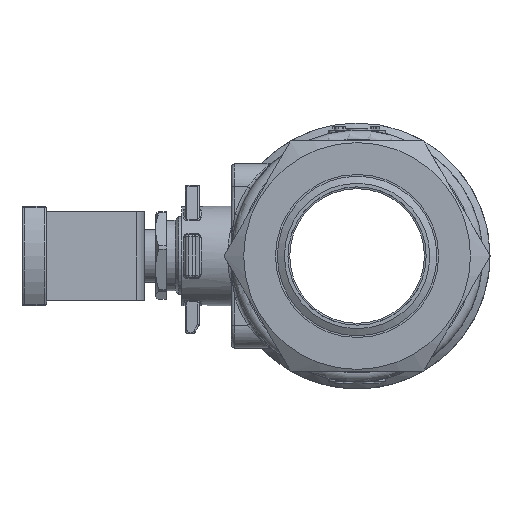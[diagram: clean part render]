
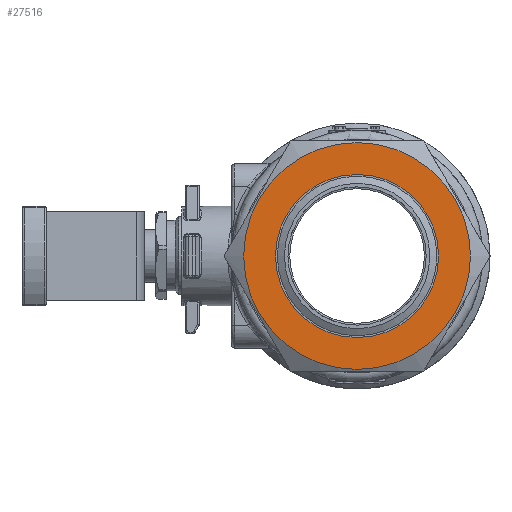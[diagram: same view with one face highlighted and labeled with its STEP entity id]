
A CAD part, left-side view. The second image highlights one B-rep face of the part: STEP entity #27516.
In plain terms, the highlighted planar face has unit normal (-1, 0, 0).
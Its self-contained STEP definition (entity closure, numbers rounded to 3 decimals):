
#27148=CARTESIAN_POINT('',(0.0,-32.0,0.0));
#27149=VERTEX_POINT('',#27148);
#27150=CARTESIAN_POINT('',(0.,0.,0.0));
#27151=DIRECTION('',(-1.0,0.0,0.0));
#27152=DIRECTION('',(0.0,-1.0,0.0));
#27153=AXIS2_PLACEMENT_3D('',#27150,#27151,#27152);
#27154=CIRCLE('',#27153,32.0);
#27155=EDGE_CURVE('',#27149,#27149,#27154,.T.);
#27497=CARTESIAN_POINT('',(0.,-27.5,0.0));
#27498=DIRECTION('',(-1.0,0.0,0.0));
#27499=DIRECTION('',(0.0,0.0,1.0));
#27500=AXIS2_PLACEMENT_3D('',#27497,#27498,#27499);
#27501=PLANE('',#27500);
#27502=ORIENTED_EDGE('',*,*,#27155,.T.);
#27503=EDGE_LOOP('',(#27502));
#27504=FACE_OUTER_BOUND('',#27503,.T.);
#27505=CARTESIAN_POINT('',(0.,-23.0,0.0));
#27506=VERTEX_POINT('',#27505);
#27507=CARTESIAN_POINT('',(0.,0.,0.0));
#27508=DIRECTION('',(-1.0,0.0,0.0));
#27509=DIRECTION('',(0.0,-1.0,0.0));
#27510=AXIS2_PLACEMENT_3D('',#27507,#27508,#27509);
#27511=CIRCLE('',#27510,23.0);
#27512=EDGE_CURVE('',#27506,#27506,#27511,.T.);
#27513=ORIENTED_EDGE('',*,*,#27512,.F.);
#27514=EDGE_LOOP('',(#27513));
#27515=FACE_BOUND('',#27514,.T.);
#27516=ADVANCED_FACE('',(#27504,#27515),#27501,.T.);
